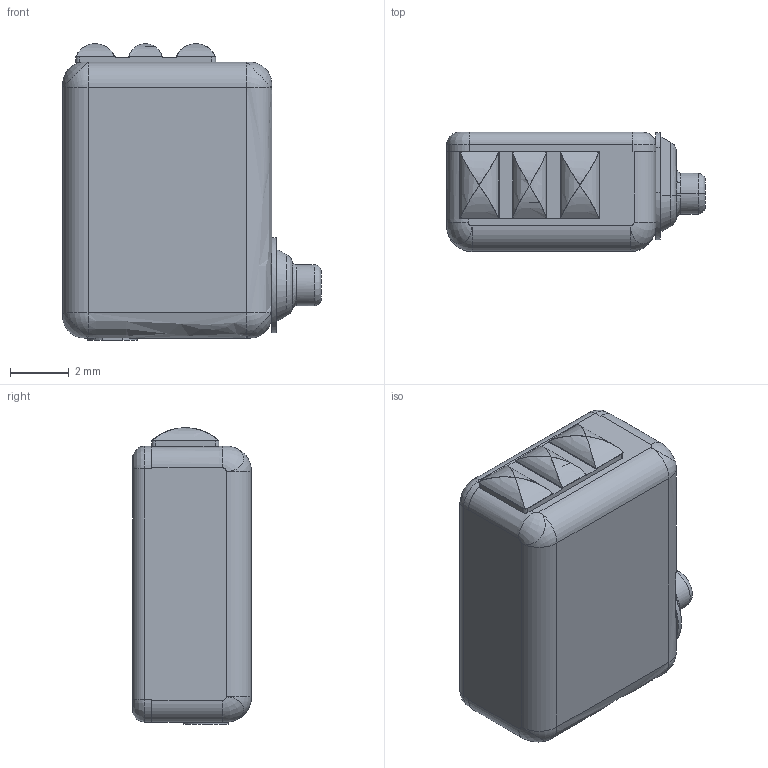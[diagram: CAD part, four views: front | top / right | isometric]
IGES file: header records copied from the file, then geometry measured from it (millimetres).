
Start section:  PTC IGES file: ci-28267-000_sw.igs
Global section: file name: ci-28267-000_sw.igs; native system: Pro/ENGINEER by Parametric Technology Corporation; preprocessor: 2005070; author: SZheng; organization: Unknown; date: 070122.115436; units: inch
Bounding box: 8.83 x 4.06 x 10.13 mm (x, y, z)
Surface area: 535.8 mm2 (no closed solid volume)
Topology: 0 solids, 0 shells, 245 faces, 1188 edges, 1188 vertices
Faces by surface type: revolution 141, bspline 104
